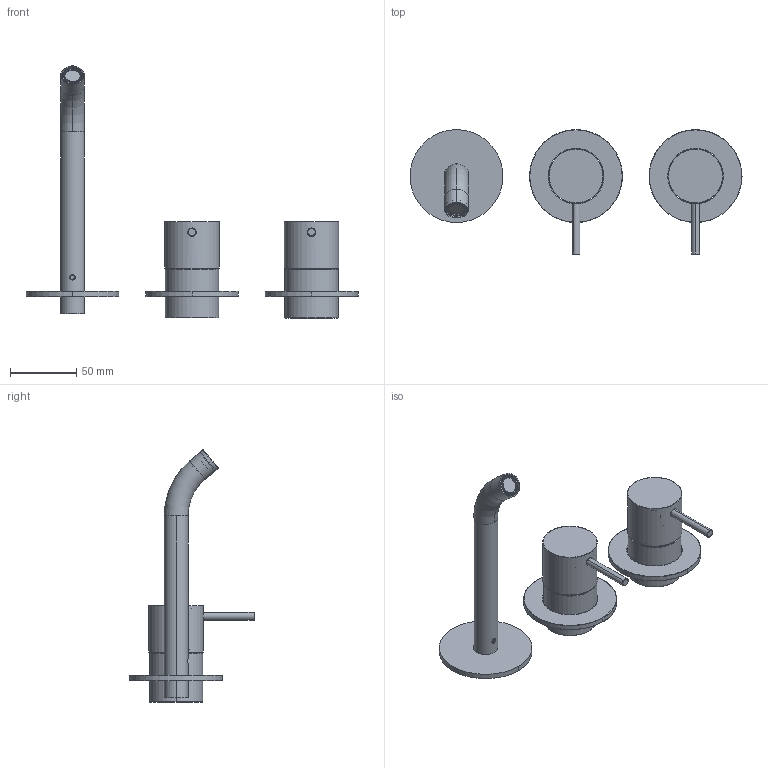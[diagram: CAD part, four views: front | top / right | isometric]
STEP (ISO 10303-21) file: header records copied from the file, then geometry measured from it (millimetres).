
FILE_DESCRIPTION (( 'STEP AP214' ), '1' );
FILE_NAME ('C35.0044 3D.STEP', '2023-01-19T10:48:01', ( '' ), ( '' ), 'SwSTEP 2.0', 'SolidWorks 2022', '' );
FILE_SCHEMA (( 'AUTOMOTIVE_DESIGN' ));
Length unit declared in the file: millimetre
Products named in the file (9): 0001-ESPELHO__70_BICA__18MM_000000000000.STEP; 0110.003.00; 011101102300.STEP; 0001-BICA_CURVA_LAVAT_RIO_ENCASTRAR__18x2MM_000000000000.STEP; C35.0044 3D; 0001-ESPELHO__70_CORPO_CARTUCHO__35_000000000000.STEP; C35.0044 3D.STEP; 0044.000.23; 0001-CASQUILHO__40x37MM_000000000000.STEP
Assembly tree (12 placements, depth 3):
  C35.0044 3D
    C35.0044 3D.STEP
      0001-ESPELHO__70_BICA__18MM_000000000000.STEP
      0001-ESPELHO__70_CORPO_CARTUCHO__35_000000000000.STEP  x2
      0001-BICA_CURVA_LAVAT_RIO_ENCASTRAR__18x2MM_000000000000.STEP
      0001-CASQUILHO__40x37MM_000000000000.STEP  x2
      011101102300.STEP
    0110.003.00  x2
    0044.000.23  x2
Bounding box: 250 x 94 x 189.86 mm (x, y, z)
Volume: 110037.6 mm3; surface area: 89378 mm2
Topology: 11 solids, 11 shells, 432 faces, 1062 edges, 673 vertices
Faces by surface type: plane 178, cylinder 154, cone 72, torus 26, bspline 2
Entity records: 9801 total; most frequent: CARTESIAN_POINT 2887, DIRECTION 1459, ORIENTED_EDGE 1306, EDGE_CURVE 653, AXIS2_PLACEMENT_3D 562, VERTEX_POINT 415, VECTOR 335, LINE 335
